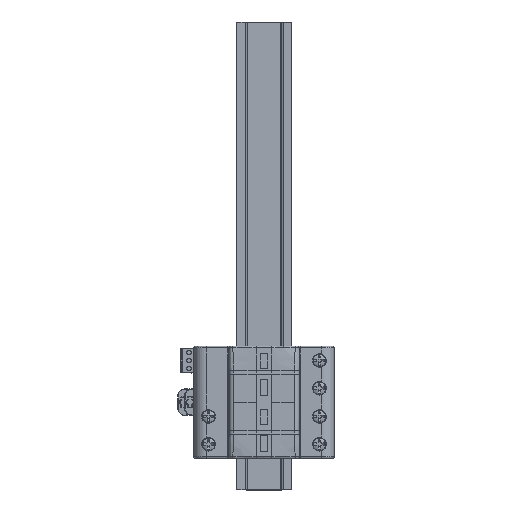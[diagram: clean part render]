
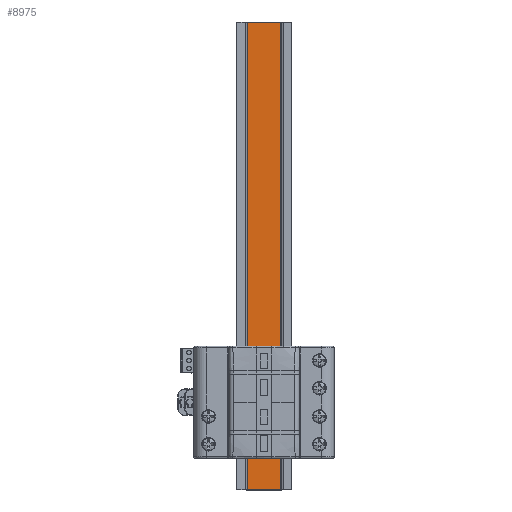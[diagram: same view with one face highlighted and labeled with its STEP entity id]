
A CAD part, top view. The second image highlights one B-rep face of the part: STEP entity #8975.
In plain terms, the highlighted face is planar.
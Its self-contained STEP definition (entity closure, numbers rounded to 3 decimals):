
#8376=DIRECTION('',(-1.,0.,0.));
#8377=VECTOR('',#8376,21.5);
#8378=CARTESIAN_POINT('',(10.75,0.,-1.));
#8379=LINE('',#8378,#8377);
#8515=DIRECTION('',(0.,1.,0.));
#8516=VECTOR('',#8515,300.);
#8517=CARTESIAN_POINT('',(10.75,0.,-1.));
#8518=LINE('',#8517,#8516);
#8522=DIRECTION('',(0.,1.,0.));
#8523=VECTOR('',#8522,300.);
#8524=CARTESIAN_POINT('',(-10.75,0.,-1.));
#8525=LINE('',#8524,#8523);
#8529=DIRECTION('',(-1.,0.,0.));
#8530=VECTOR('',#8529,21.5);
#8531=CARTESIAN_POINT('',(10.75,300.,-1.));
#8532=LINE('',#8531,#8530);
#8861=CARTESIAN_POINT('',(10.75,0.,-1.));
#8862=CARTESIAN_POINT('',(10.75,300.,-1.));
#8863=VERTEX_POINT('',#8861);
#8864=VERTEX_POINT('',#8862);
#8873=CARTESIAN_POINT('',(-10.75,0.,-1.));
#8874=CARTESIAN_POINT('',(-10.75,300.,-1.));
#8875=VERTEX_POINT('',#8873);
#8876=VERTEX_POINT('',#8874);
#8962=CARTESIAN_POINT('',(11.25,0.,-1.));
#8963=DIRECTION('',(0.,0.,-1.));
#8964=DIRECTION('',(-1.,0.,0.));
#8965=AXIS2_PLACEMENT_3D('',#8962,#8963,#8964);
#8966=PLANE('',#8965);
#8967=ORIENTED_EDGE('',*,*,#8953,.T.);
#8969=ORIENTED_EDGE('',*,*,#8968,.T.);
#8971=ORIENTED_EDGE('',*,*,#8970,.F.);
#8972=ORIENTED_EDGE('',*,*,#8894,.F.);
#8973=EDGE_LOOP('',(#8967,#8969,#8971,#8972));
#8974=FACE_OUTER_BOUND('',#8973,.F.);
#8894=EDGE_CURVE('',#8863,#8875,#8379,.T.);
#8953=EDGE_CURVE('',#8863,#8864,#8518,.T.);
#8968=EDGE_CURVE('',#8864,#8876,#8532,.T.);
#8970=EDGE_CURVE('',#8875,#8876,#8525,.T.);
#8975=ADVANCED_FACE('',(#8974),#8966,.T.);
